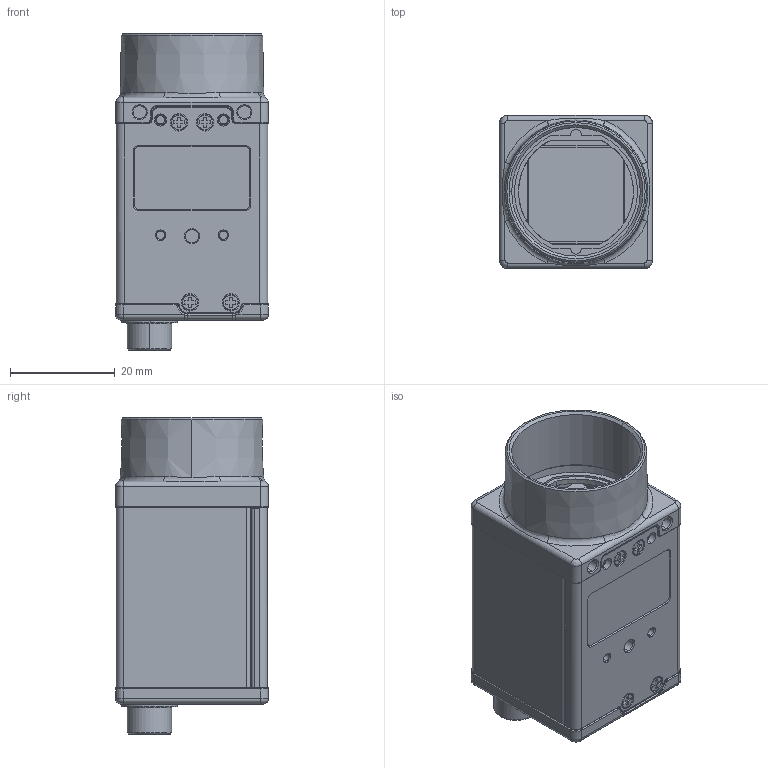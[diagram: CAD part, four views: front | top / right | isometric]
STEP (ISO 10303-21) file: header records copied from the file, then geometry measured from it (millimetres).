
FILE_DESCRIPTION (( 'STEP AP214' ), '1' );
FILE_NAME ('Mako-G_C-Mount.STEP', '2018-02-09T09:29:12', ( 'sro-mre-lt' ), ( 'Microsoft' ), 'SwSTEP 2.0', 'SolidWorks 2016', '' );
FILE_SCHEMA (( 'AUTOMOTIVE_DESIGN' ));
Length unit declared in the file: millimetre
Products named in the file (21): 9533_Flachkopf-Schraube mit KS M2x2.4; 12443_Mako-G_Rueckwand_montiert_ÄZ03_CMVx-STP-Erstellung; 4605-ÄZ04_Mako-PoE_Deckel_nasslackiert+bedruckt_STP-Erstellung ohne Logos; 11044-ﾄZ02_Mako-G_Boden_ZDG_pulverlackiert_St…kliste; Mako_FFL-ZDG-schwarz_CMV2-4000-LGA_C-Mount_montiert_STP-Erstellung; 4473-4474-4475-4476-4477-4478-4479-4480-4481-4482-8275-8278-11274-11275-11276_ﾄZ05_Mako_Abstimmscheibe_St…kliste; PCBA_MAKO-SB-CMV2-4000_LGA_STP-Erstellung; 6018_Sensor_CMV4000-2E5C1LP_LGA_6017 CMV4000-2E5M1LP; CMOSIS CMV4000 WINDOW ; CMOSIS CMV4000 BODY LGA; PCB-MAKO-SB-CMV2-4000_Bauteile_Rueckseite_STP-Erstellung; PCB-MAKO-SB-CMV2-4000_J1; PCB-MAKO-SB-CMV2-4000_J-DF12_60DS_2.2; 4278-MAKO-SB-CMV2-4000_LGA; 7691_Mako_Sensorauflage-CMV2000-4000-LGA_ZDG_St…kliste; 11043-03_Mako_Frontflansch_ZDG_pulverlackiert_St…kliste; K7600502_Kabelstecker-8polig-Stift_STP-Erstellung; K7600502_HRS-25-7TR-8PA-Einbaubuchse ; Mako-G_C-Mount; 4589-MAKO-GIF-POE-GIGE_STP-Erstellung; 11045-ﾄZ03_Mako-G_Rueckwand_ZDG_pulverlackiert_St…kliste
Assembly tree (25 placements, depth 6):
  Mako-G_C-Mount
    Mako_FFL-ZDG-schwarz_CMV2-4000-LGA_C-Mount_montiert_STP-Erstellung
      11043-03_Mako_Frontflansch_ZDG_pulverlackiert_St…kliste
      7691_Mako_Sensorauflage-CMV2000-4000-LGA_ZDG_St…kliste
      PCBA_MAKO-SB-CMV2-4000_LGA_STP-Erstellung
        4278-MAKO-SB-CMV2-4000_LGA
        PCB-MAKO-SB-CMV2-4000_Bauteile_Rueckseite_STP-Erstellung
          PCB-MAKO-SB-CMV2-4000_J1
            PCB-MAKO-SB-CMV2-4000_J-DF12_60DS_2.2
        6018_Sensor_CMV4000-2E5C1LP_LGA_6017 CMV4000-2E5M1LP
          CMOSIS CMV4000 BODY LGA
          CMOSIS CMV4000 WINDOW 
      4473-4474-4475-4476-4477-4478-4479-4480-4481-4482-8275-8278-11274-11275-11276_ﾄZ05_Mako_Abstimmscheibe_St…kliste
    11044-ﾄZ02_Mako-G_Boden_ZDG_pulverlackiert_St…kliste
    4605-ÄZ04_Mako-PoE_Deckel_nasslackiert+bedruckt_STP-Erstellung ohne Logos
    9533_Flachkopf-Schraube mit KS M2x2.4  x6
    12443_Mako-G_Rueckwand_montiert_ÄZ03_CMVx-STP-Erstellung
      11045-ﾄZ03_Mako-G_Rueckwand_ZDG_pulverlackiert_St…kliste
      4589-MAKO-GIF-POE-GIGE_STP-Erstellung
      K7600502_Kabelstecker-8polig-Stift_STP-Erstellung
        K7600502_HRS-25-7TR-8PA-Einbaubuchse 
Bounding box: 29.2 x 29.2 x 60.5 mm (x, y, z)
Volume: 9868.4 mm3; surface area: 23446.8 mm2
Topology: 16 solids, 20 shells, 4243 faces, 11964 edges, 7662 vertices
Faces by surface type: plane 2687, cylinder 946, bspline 216, torus 193, cone 176, sphere 25
Entity records: 170868 total; most frequent: CARTESIAN_POINT 31456, ORIENTED_EDGE 23214, DIRECTION 20958, EDGE_CURVE 11607, VECTOR 8752, LINE 8752, VERTEX_POINT 7472, AXIS2_PLACEMENT_3D 6103
